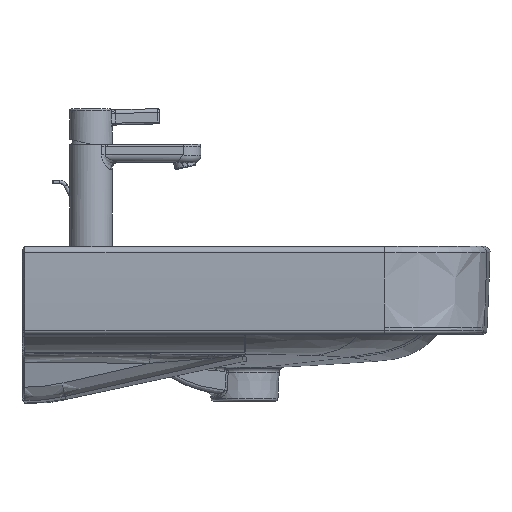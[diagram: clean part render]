
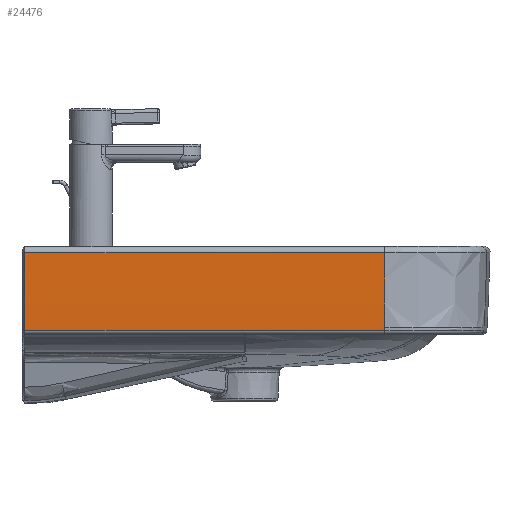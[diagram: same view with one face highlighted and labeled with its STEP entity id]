
A CAD part, front view. The second image highlights one B-rep face of the part: STEP entity #24476.
In plain terms, the highlighted cylindrical face has radius 2000 mm (diameter 4000 mm), a partial arc.
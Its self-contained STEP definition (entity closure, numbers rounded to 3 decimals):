
#23195=CARTESIAN_POINT('',(-237.,-396.87,-90.286));
#23196=VERTEX_POINT('',#23195);
#23203=CARTESIAN_POINT('',(-237.,-397.,-88.));
#23204=VERTEX_POINT('',#23203);
#23205=CARTESIAN_POINT('',(-237.,1599.854,24.126));
#23206=DIRECTION('',(-1.0,0.,0.));
#23207=DIRECTION('',(0.,1.0,0.));
#23208=AXIS2_PLACEMENT_3D('',#23205,#23206,#23207);
#23209=CIRCLE('',#23208,2000.0);
#23210=EDGE_CURVE('',#23196,#23204,#23209,.T.);
#23254=CARTESIAN_POINT('',(-237.,-399.902,-7.109));
#23255=VERTEX_POINT('',#23254);
#23256=CARTESIAN_POINT('',(-237.,1599.854,24.126));
#23257=DIRECTION('',(-1.0,0.,0.));
#23258=DIRECTION('',(0.,1.0,0.));
#23259=AXIS2_PLACEMENT_3D('',#23256,#23257,#23258);
#23260=CIRCLE('',#23259,2000.0);
#23261=EDGE_CURVE('',#23204,#23255,#23260,.T.);
#24435=CARTESIAN_POINT('',(-44.346,1599.854,24.126));
#24436=DIRECTION('',(1.0,0.0,0.0));
#24437=DIRECTION('',(0.0,-0.998,-0.056));
#24438=AXIS2_PLACEMENT_3D('',#24435,#24436,#24437);
#24439=CYLINDRICAL_SURFACE('',#24438,2000.0);
#24440=CARTESIAN_POINT('',(151.308,-396.87,-90.286));
#24441=VERTEX_POINT('',#24440);
#24442=CARTESIAN_POINT('',(-237.,-396.87,-90.286));
#24443=DIRECTION('',(1.0,0.0,0.0));
#24444=VECTOR('',#24443,388.308);
#24445=LINE('',#24442,#24444);
#24446=EDGE_CURVE('',#23196,#24441,#24445,.T.);
#24447=ORIENTED_EDGE('',*,*,#24446,.T.);
#24448=CARTESIAN_POINT('',(151.308,-397.,-88.));
#24449=VERTEX_POINT('',#24448);
#24450=CARTESIAN_POINT('',(151.308,1599.854,24.126));
#24451=DIRECTION('',(1.0,0.0,0.0));
#24452=DIRECTION('',(0.0,1.0,0.0));
#24453=AXIS2_PLACEMENT_3D('',#24450,#24451,#24452);
#24454=CIRCLE('',#24453,2000.0);
#24455=EDGE_CURVE('',#24449,#24441,#24454,.T.);
#24456=ORIENTED_EDGE('',*,*,#24455,.F.);
#24457=CARTESIAN_POINT('',(151.308,-399.902,-7.109));
#24458=VERTEX_POINT('',#24457);
#24459=CARTESIAN_POINT('',(151.308,1599.854,24.126));
#24460=DIRECTION('',(-1.0,0.0,0.0));
#24461=DIRECTION('',(0.0,1.0,0.0));
#24462=AXIS2_PLACEMENT_3D('',#24459,#24460,#24461);
#24463=CIRCLE('',#24462,2000.0);
#24464=EDGE_CURVE('',#24449,#24458,#24463,.T.);
#24465=ORIENTED_EDGE('',*,*,#24464,.T.);
#24466=CARTESIAN_POINT('',(151.308,-399.902,-7.109));
#24467=DIRECTION('',(-1.0,0.0,0.0));
#24468=VECTOR('',#24467,388.308);
#24469=LINE('',#24466,#24468);
#24470=EDGE_CURVE('',#23255,#24458,#24469,.F.);
#24471=ORIENTED_EDGE('',*,*,#24470,.F.);
#24472=ORIENTED_EDGE('',*,*,#23261,.F.);
#24473=ORIENTED_EDGE('',*,*,#23210,.F.);
#24474=EDGE_LOOP('',(#24447,#24456,#24465,#24471,#24472,#24473));
#24475=FACE_OUTER_BOUND('',#24474,.T.);
#24476=ADVANCED_FACE('',(#24475),#24439,.T.);
